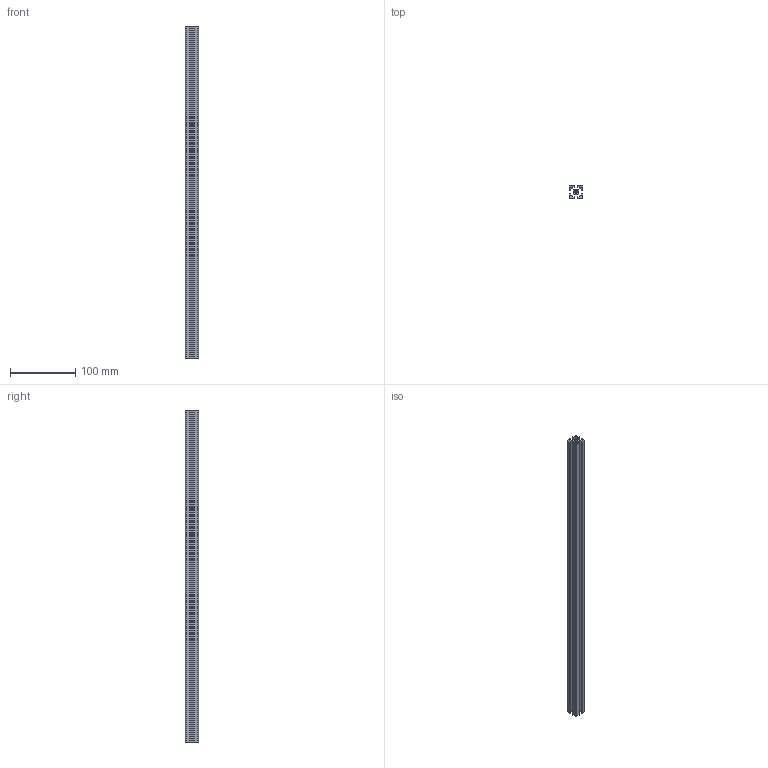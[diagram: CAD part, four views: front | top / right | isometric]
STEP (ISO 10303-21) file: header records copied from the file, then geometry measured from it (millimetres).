
FILE_DESCRIPTION( ( '' ), '1' );
FILE_NAME( 'hfsb5_2020_510_2_03.stp', '2014-07-29T06:47:43', ( '' ), ( '' ), ' ', ' ', ' ' );
FILE_SCHEMA( ( 'CONFIG_CONTROL_DESIGN' ) );
Length unit declared in the file: millimetre
Products named in the file (1): 1
Bounding box: 20 x 20 x 510 mm (x, y, z)
Volume: 92809.6 mm3; surface area: 88465.3 mm2
Topology: 1 solids, 1 shells, 72 faces, 210 edges, 140 vertices
Faces by surface type: plane 58, cylinder 14
Entity records: 2410 total; most frequent: CARTESIAN_POINT 423, ORIENTED_EDGE 420, DIRECTION 384, EDGE_CURVE 210, LINE 182, VECTOR 182, VERTEX_POINT 140, AXIS2_PLACEMENT_3D 101
